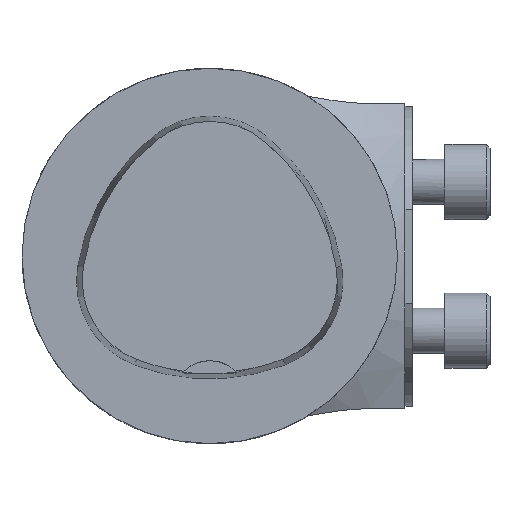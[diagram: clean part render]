
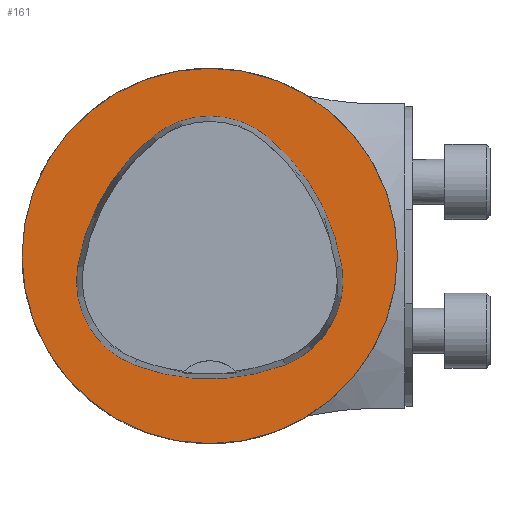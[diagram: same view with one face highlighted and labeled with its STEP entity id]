
A CAD part, top view. The second image highlights one B-rep face of the part: STEP entity #161.
In plain terms, the highlighted planar face has unit normal (0, 0, 1).
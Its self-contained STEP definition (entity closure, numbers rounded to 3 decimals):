
#36=PLANE('',#859);
#161=ADVANCED_FACE('',(#258,#259),#36,.T.);
#258=FACE_BOUND('',#308,.T.);
#259=FACE_BOUND('',#309,.T.);
#308=EDGE_LOOP('',(#421,#422,#423,#424,#425,#426));
#309=EDGE_LOOP('',(#427));
#421=ORIENTED_EDGE('',*,*,#684,.T.);
#422=ORIENTED_EDGE('',*,*,#664,.T.);
#423=ORIENTED_EDGE('',*,*,#668,.T.);
#424=ORIENTED_EDGE('',*,*,#671,.T.);
#425=ORIENTED_EDGE('',*,*,#674,.T.);
#426=ORIENTED_EDGE('',*,*,#682,.T.);
#427=ORIENTED_EDGE('',*,*,#653,.F.);
#578=VERTEX_POINT('',#1188);
#589=VERTEX_POINT('',#1247);
#590=VERTEX_POINT('',#1248);
#593=VERTEX_POINT('',#1256);
#595=VERTEX_POINT('',#1262);
#597=VERTEX_POINT('',#1268);
#604=VERTEX_POINT('',#1289);
#653=EDGE_CURVE('',#578,#578,#755,.T.);
#664=EDGE_CURVE('',#589,#590,#759,.T.);
#668=EDGE_CURVE('',#590,#593,#761,.T.);
#671=EDGE_CURVE('',#593,#595,#763,.T.);
#674=EDGE_CURVE('',#595,#597,#765,.T.);
#682=EDGE_CURVE('',#597,#604,#769,.T.);
#684=EDGE_CURVE('',#604,#589,#771,.T.);
#755=CIRCLE('',#831,25.);
#759=CIRCLE('',#837,28.);
#761=CIRCLE('',#840,12.);
#763=CIRCLE('',#843,28.);
#765=CIRCLE('',#846,12.);
#769=CIRCLE('',#851,28.);
#771=CIRCLE('',#854,12.);
#831=AXIS2_PLACEMENT_3D('',#1187,#944,#945);
#837=AXIS2_PLACEMENT_3D('',#1246,#956,#957);
#840=AXIS2_PLACEMENT_3D('',#1255,#964,#965);
#843=AXIS2_PLACEMENT_3D('',#1261,#971,#972);
#846=AXIS2_PLACEMENT_3D('',#1267,#978,#979);
#851=AXIS2_PLACEMENT_3D('',#1290,#990,#991);
#854=AXIS2_PLACEMENT_3D('',#1293,#996,#997);
#859=AXIS2_PLACEMENT_3D('',#1298,#1006,#1007);
#944=DIRECTION('',(0.,0.,-1.));
#945=DIRECTION('',(-1.,0.,0.));
#956=DIRECTION('',(0.,0.,-1.));
#957=DIRECTION('',(-1.,0.,0.));
#964=DIRECTION('',(0.,0.,-1.));
#965=DIRECTION('',(-1.,0.,0.));
#971=DIRECTION('',(0.,0.,-1.));
#972=DIRECTION('',(-1.,0.,0.));
#978=DIRECTION('',(0.,0.,-1.));
#979=DIRECTION('',(-1.,0.,0.));
#990=DIRECTION('',(0.,0.,-1.));
#991=DIRECTION('',(-1.,0.,0.));
#996=DIRECTION('',(0.,0.,-1.));
#997=DIRECTION('',(-1.,0.,0.));
#1006=DIRECTION('',(0.,0.,1.));
#1007=DIRECTION('',(1.,0.,0.));
#1187=CARTESIAN_POINT('',(0.,0.,0.));
#1188=CARTESIAN_POINT('',(-25.,0.,0.));
#1246=CARTESIAN_POINT('',(10.068,-5.824,0.));
#1247=CARTESIAN_POINT('',(-17.584,-1.424,0.));
#1248=CARTESIAN_POINT('',(-7.531,15.953,0.));
#1255=CARTESIAN_POINT('',(0.011,6.62,0.));
#1256=CARTESIAN_POINT('',(7.567,15.942,0.));
#1261=CARTESIAN_POINT('',(-10.063,-5.81,0.));
#1262=CARTESIAN_POINT('',(17.59,-1.418,0.));
#1267=CARTESIAN_POINT('',(5.739,-3.3,0.));
#1268=CARTESIAN_POINT('',(10.05,-14.499,0.));
#1289=CARTESIAN_POINT('',(-10.025,-14.516,0.));
#1290=CARTESIAN_POINT('',(-0.01,11.631,0.));
#1293=CARTESIAN_POINT('',(-5.733,-3.31,0.));
#1298=CARTESIAN_POINT('',(0.,0.,0.));
